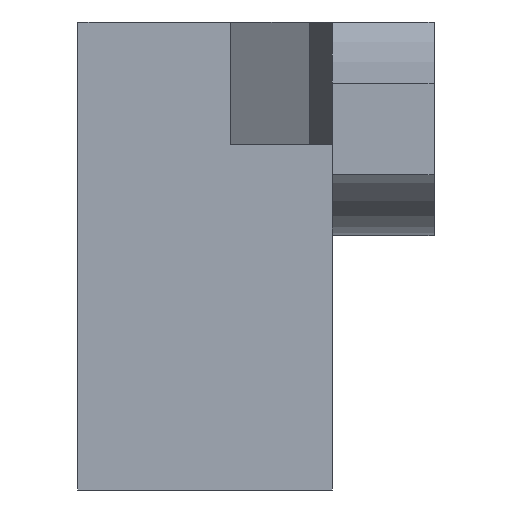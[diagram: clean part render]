
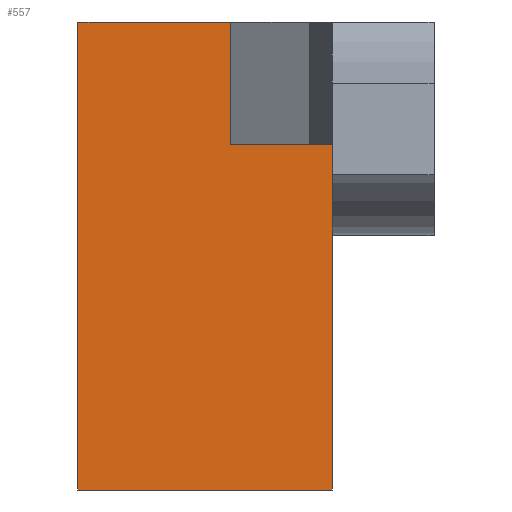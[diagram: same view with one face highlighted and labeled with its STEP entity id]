
A CAD part, front view. The second image highlights one B-rep face of the part: STEP entity #557.
In plain terms, the highlighted planar face has unit normal (0, -1, 0).
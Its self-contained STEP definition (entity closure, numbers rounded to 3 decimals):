
#44 = PLANE('',#45);
#45 = AXIS2_PLACEMENT_3D('',#46,#47,#48);
#46 = CARTESIAN_POINT('',(20.,20.,-46.));
#47 = DIRECTION('',(0.,0.,-1.));
#48 = DIRECTION('',(-1.,0.,0.));
#100 = PLANE('',#101);
#101 = AXIS2_PLACEMENT_3D('',#102,#103,#104);
#102 = CARTESIAN_POINT('',(20.,-33.748,0.));
#103 = DIRECTION('',(0.,0.,-1.));
#104 = DIRECTION('',(-1.,0.,0.));
#344 = PLANE('',#345);
#345 = AXIS2_PLACEMENT_3D('',#346,#347,#348);
#346 = CARTESIAN_POINT('',(20.,-4.,-12.));
#347 = DIRECTION('',(0.,0.,1.));
#348 = DIRECTION('',(1.,0.,0.));
#372 = PLANE('',#373);
#373 = AXIS2_PLACEMENT_3D('',#374,#375,#376);
#374 = CARTESIAN_POINT('',(17.75,-9.25,0.));
#375 = DIRECTION('',(0.561,0.828,0.));
#376 = DIRECTION('',(-0.828,0.561,0.));
#409 = VERTEX_POINT('',#410);
#410 = CARTESIAN_POINT('',(20.,-4.,-12.));
#426 = PLANE('',#427);
#427 = AXIS2_PLACEMENT_3D('',#428,#429,#430);
#428 = CARTESIAN_POINT('',(20.,-4.,0.));
#429 = DIRECTION('',(-1.,-0.,0.));
#430 = DIRECTION('',(0.,0.,-1.));
#438 = EDGE_CURVE('',#439,#409,#441,.T.);
#439 = VERTEX_POINT('',#440);
#440 = CARTESIAN_POINT('',(10.,-4.,-12.));
#441 = SURFACE_CURVE('',#442,(#446,#453),.PCURVE_S1.);
#442 = LINE('',#443,#444);
#443 = CARTESIAN_POINT('',(10.,-4.,-12.));
#444 = VECTOR('',#445,1.);
#445 = DIRECTION('',(1.,0.,0.));
#446 = PCURVE('',#344,#447);
#447 = DEFINITIONAL_REPRESENTATION('',(#448),#452);
#448 = LINE('',#449,#450);
#449 = CARTESIAN_POINT('',(-10.,0.));
#450 = VECTOR('',#451,1.);
#451 = DIRECTION('',(1.,0.));
#452 = ( GEOMETRIC_REPRESENTATION_CONTEXT(2) 
PARAMETRIC_REPRESENTATION_CONTEXT() REPRESENTATION_CONTEXT('2D SPACE',''
  ) );
#453 = PCURVE('',#454,#459);
#454 = PLANE('',#455);
#455 = AXIS2_PLACEMENT_3D('',#456,#457,#458);
#456 = CARTESIAN_POINT('',(-1.,-4.,-46.));
#457 = DIRECTION('',(0.,1.,0.));
#458 = DIRECTION('',(0.,0.,1.));
#459 = DEFINITIONAL_REPRESENTATION('',(#460),#464);
#460 = LINE('',#461,#462);
#461 = CARTESIAN_POINT('',(34.,11.));
#462 = VECTOR('',#463,1.);
#463 = DIRECTION('',(0.,1.));
#464 = ( GEOMETRIC_REPRESENTATION_CONTEXT(2) 
PARAMETRIC_REPRESENTATION_CONTEXT() REPRESENTATION_CONTEXT('2D SPACE',''
  ) );
#514 = EDGE_CURVE('',#515,#439,#517,.T.);
#515 = VERTEX_POINT('',#516);
#516 = CARTESIAN_POINT('',(10.,-4.,0.));
#517 = SURFACE_CURVE('',#518,(#522,#529),.PCURVE_S1.);
#518 = LINE('',#519,#520);
#519 = CARTESIAN_POINT('',(10.,-4.,0.));
#520 = VECTOR('',#521,1.);
#521 = DIRECTION('',(-0.,-0.,-1.));
#522 = PCURVE('',#372,#523);
#523 = DEFINITIONAL_REPRESENTATION('',(#524),#528);
#524 = LINE('',#525,#526);
#525 = CARTESIAN_POINT('',(9.361,0.));
#526 = VECTOR('',#527,1.);
#527 = DIRECTION('',(0.,-1.));
#528 = ( GEOMETRIC_REPRESENTATION_CONTEXT(2) 
PARAMETRIC_REPRESENTATION_CONTEXT() REPRESENTATION_CONTEXT('2D SPACE',''
  ) );
#529 = PCURVE('',#454,#530);
#530 = DEFINITIONAL_REPRESENTATION('',(#531),#535);
#531 = LINE('',#532,#533);
#532 = CARTESIAN_POINT('',(46.,11.));
#533 = VECTOR('',#534,1.);
#534 = DIRECTION('',(-1.,0.));
#535 = ( GEOMETRIC_REPRESENTATION_CONTEXT(2) 
PARAMETRIC_REPRESENTATION_CONTEXT() REPRESENTATION_CONTEXT('2D SPACE',''
  ) );
#557 = ADVANCED_FACE('',(#558),#454,.F.);
#558 = FACE_BOUND('',#559,.F.);
#559 = EDGE_LOOP('',(#560,#583,#606,#634,#655,#656));
#560 = ORIENTED_EDGE('',*,*,#561,.F.);
#561 = EDGE_CURVE('',#562,#409,#564,.T.);
#562 = VERTEX_POINT('',#563);
#563 = CARTESIAN_POINT('',(20.,-4.,-46.));
#564 = SURFACE_CURVE('',#565,(#569,#576),.PCURVE_S1.);
#565 = LINE('',#566,#567);
#566 = CARTESIAN_POINT('',(20.,-4.,-46.));
#567 = VECTOR('',#568,1.);
#568 = DIRECTION('',(0.,0.,1.));
#569 = PCURVE('',#454,#570);
#570 = DEFINITIONAL_REPRESENTATION('',(#571),#575);
#571 = LINE('',#572,#573);
#572 = CARTESIAN_POINT('',(0.,21.));
#573 = VECTOR('',#574,1.);
#574 = DIRECTION('',(1.,0.));
#575 = ( GEOMETRIC_REPRESENTATION_CONTEXT(2) 
PARAMETRIC_REPRESENTATION_CONTEXT() REPRESENTATION_CONTEXT('2D SPACE',''
  ) );
#576 = PCURVE('',#426,#577);
#577 = DEFINITIONAL_REPRESENTATION('',(#578),#582);
#578 = LINE('',#579,#580);
#579 = CARTESIAN_POINT('',(46.,0.));
#580 = VECTOR('',#581,1.);
#581 = DIRECTION('',(-1.,0.));
#582 = ( GEOMETRIC_REPRESENTATION_CONTEXT(2) 
PARAMETRIC_REPRESENTATION_CONTEXT() REPRESENTATION_CONTEXT('2D SPACE',''
  ) );
#583 = ORIENTED_EDGE('',*,*,#584,.T.);
#584 = EDGE_CURVE('',#562,#585,#587,.T.);
#585 = VERTEX_POINT('',#586);
#586 = CARTESIAN_POINT('',(-5.,-4.,-46.));
#587 = SURFACE_CURVE('',#588,(#592,#599),.PCURVE_S1.);
#588 = LINE('',#589,#590);
#589 = CARTESIAN_POINT('',(-1.,-4.,-46.));
#590 = VECTOR('',#591,1.);
#591 = DIRECTION('',(-1.,0.,0.));
#592 = PCURVE('',#454,#593);
#593 = DEFINITIONAL_REPRESENTATION('',(#594),#598);
#594 = LINE('',#595,#596);
#595 = CARTESIAN_POINT('',(0.,0.));
#596 = VECTOR('',#597,1.);
#597 = DIRECTION('',(0.,-1.));
#598 = ( GEOMETRIC_REPRESENTATION_CONTEXT(2) 
PARAMETRIC_REPRESENTATION_CONTEXT() REPRESENTATION_CONTEXT('2D SPACE',''
  ) );
#599 = PCURVE('',#44,#600);
#600 = DEFINITIONAL_REPRESENTATION('',(#601),#605);
#601 = LINE('',#602,#603);
#602 = CARTESIAN_POINT('',(21.,-24.));
#603 = VECTOR('',#604,1.);
#604 = DIRECTION('',(1.,0.));
#605 = ( GEOMETRIC_REPRESENTATION_CONTEXT(2) 
PARAMETRIC_REPRESENTATION_CONTEXT() REPRESENTATION_CONTEXT('2D SPACE',''
  ) );
#606 = ORIENTED_EDGE('',*,*,#607,.T.);
#607 = EDGE_CURVE('',#585,#608,#610,.T.);
#608 = VERTEX_POINT('',#609);
#609 = CARTESIAN_POINT('',(-5.,-4.,0.));
#610 = SURFACE_CURVE('',#611,(#615,#622),.PCURVE_S1.);
#611 = LINE('',#612,#613);
#612 = CARTESIAN_POINT('',(-5.,-4.,-46.));
#613 = VECTOR('',#614,1.);
#614 = DIRECTION('',(0.,0.,1.));
#615 = PCURVE('',#454,#616);
#616 = DEFINITIONAL_REPRESENTATION('',(#617),#621);
#617 = LINE('',#618,#619);
#618 = CARTESIAN_POINT('',(0.,-4.));
#619 = VECTOR('',#620,1.);
#620 = DIRECTION('',(1.,0.));
#621 = ( GEOMETRIC_REPRESENTATION_CONTEXT(2) 
PARAMETRIC_REPRESENTATION_CONTEXT() REPRESENTATION_CONTEXT('2D SPACE',''
  ) );
#622 = PCURVE('',#623,#628);
#623 = PLANE('',#624);
#624 = AXIS2_PLACEMENT_3D('',#625,#626,#627);
#625 = CARTESIAN_POINT('',(-5.,0.,-46.));
#626 = DIRECTION('',(1.,0.,0.));
#627 = DIRECTION('',(0.,0.,1.));
#628 = DEFINITIONAL_REPRESENTATION('',(#629),#633);
#629 = LINE('',#630,#631);
#630 = CARTESIAN_POINT('',(0.,4.));
#631 = VECTOR('',#632,1.);
#632 = DIRECTION('',(1.,0.));
#633 = ( GEOMETRIC_REPRESENTATION_CONTEXT(2) 
PARAMETRIC_REPRESENTATION_CONTEXT() REPRESENTATION_CONTEXT('2D SPACE',''
  ) );
#634 = ORIENTED_EDGE('',*,*,#635,.F.);
#635 = EDGE_CURVE('',#515,#608,#636,.T.);
#636 = SURFACE_CURVE('',#637,(#641,#648),.PCURVE_S1.);
#637 = LINE('',#638,#639);
#638 = CARTESIAN_POINT('',(-1.,-4.,0.));
#639 = VECTOR('',#640,1.);
#640 = DIRECTION('',(-1.,0.,0.));
#641 = PCURVE('',#454,#642);
#642 = DEFINITIONAL_REPRESENTATION('',(#643),#647);
#643 = LINE('',#644,#645);
#644 = CARTESIAN_POINT('',(46.,0.));
#645 = VECTOR('',#646,1.);
#646 = DIRECTION('',(0.,-1.));
#647 = ( GEOMETRIC_REPRESENTATION_CONTEXT(2) 
PARAMETRIC_REPRESENTATION_CONTEXT() REPRESENTATION_CONTEXT('2D SPACE',''
  ) );
#648 = PCURVE('',#100,#649);
#649 = DEFINITIONAL_REPRESENTATION('',(#650),#654);
#650 = LINE('',#651,#652);
#651 = CARTESIAN_POINT('',(21.,29.748));
#652 = VECTOR('',#653,1.);
#653 = DIRECTION('',(1.,0.));
#654 = ( GEOMETRIC_REPRESENTATION_CONTEXT(2) 
PARAMETRIC_REPRESENTATION_CONTEXT() REPRESENTATION_CONTEXT('2D SPACE',''
  ) );
#655 = ORIENTED_EDGE('',*,*,#514,.T.);
#656 = ORIENTED_EDGE('',*,*,#438,.T.);
